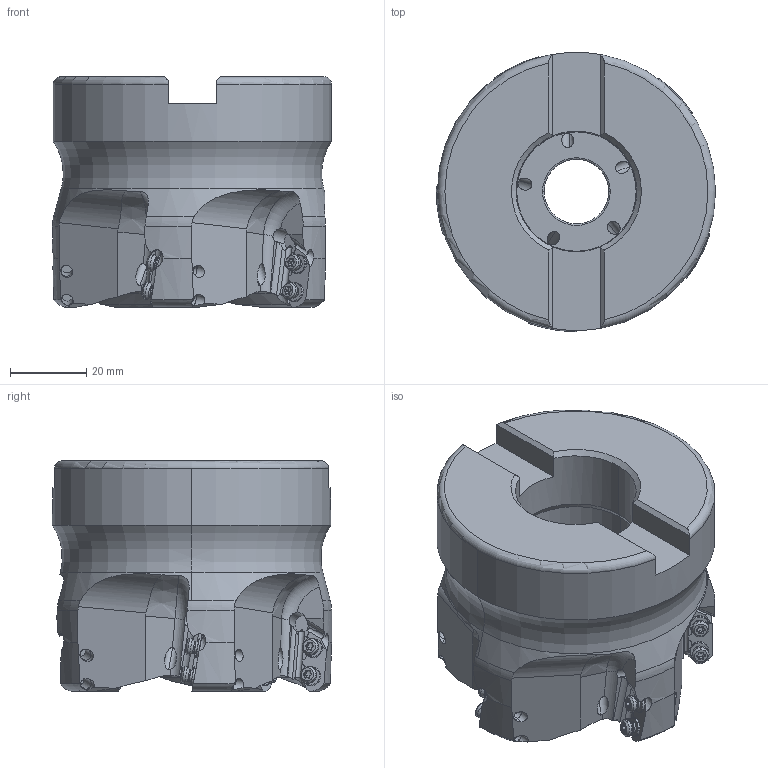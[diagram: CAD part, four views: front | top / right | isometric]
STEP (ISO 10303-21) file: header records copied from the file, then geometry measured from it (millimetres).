
FILE_DESCRIPTION(/* description */ (''),/* implementation_level */ '2;1');
FILE_NAME(/* name */ 'AXD4000UR0305DB.stp',/* time_stamp */ '2019-03-25T17:15:32+09:00',/* author */ (''),/* organization */ (''),/* preprocessor_version */ 'ST-DEVELOPER v16',/* originating_system */ 'SIEMENS PLM Software NX 10.0',/* authorisation */ '');
FILE_SCHEMA (('AUTOMOTIVE_DESIGN { 1 0 10303 214 3 1 1 1 }'));
Length unit declared in the file: millimetre
Products named in the file (1): AXD4000UR0305DB_ASM
Bounding box: 73.38 x 73.38 x 60.62 mm (x, y, z)
Volume: 165961.1 mm3; surface area: 29803.3 mm2
Topology: 11 solids, 11 shells, 687 faces, 2139 edges, 1460 vertices
Faces by surface type: cylinder 345, plane 160, cone 110, torus 52, sphere 20
Entity records: 30646 total; most frequent: CARTESIAN_POINT 11409, ORIENTED_EDGE 4238, DIRECTION 3924, EDGE_CURVE 2119, AXIS2_PLACEMENT_3D 1663, VERTEX_POINT 1460, CIRCLE 848, EDGE_LOOP 725
